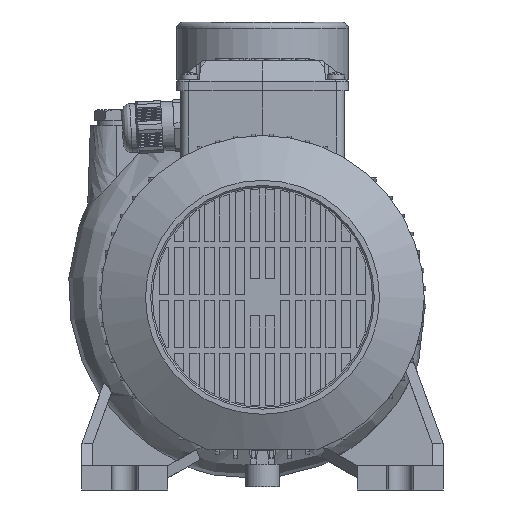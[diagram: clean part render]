
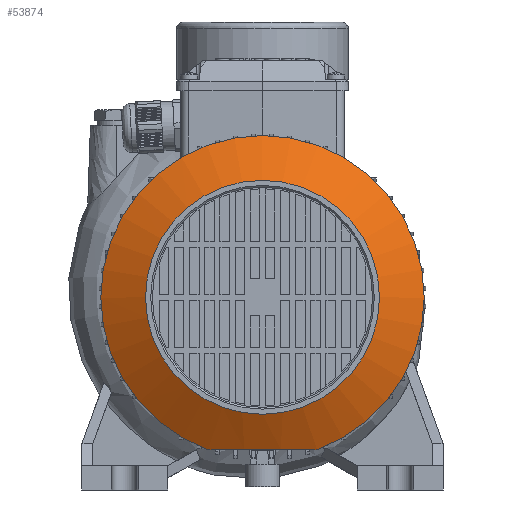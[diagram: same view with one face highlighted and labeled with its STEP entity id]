
A CAD part, left-side view. The second image highlights one B-rep face of the part: STEP entity #53874.
In plain terms, the highlighted free-form (B-spline) face has degree [2, 1] with [9, 2] control points.
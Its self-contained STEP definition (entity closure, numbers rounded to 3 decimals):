
#53734=CARTESIAN_POINT('',(-399.,0.,44.));
#53735=VERTEX_POINT('',#53734);
#53736=CARTESIAN_POINT('',(-399.,0.,180.));
#53737=VERTEX_POINT('',#53736);
#53738=CARTESIAN_POINT('',(-399.,0.,112.));
#53739=DIRECTION('',(1.0,0.,0.));
#53740=DIRECTION('',(0.,0.,1.0));
#53741=AXIS2_PLACEMENT_3D('',#53738,#53739,#53740);
#53742=CIRCLE('',#53741,68.);
#53743=EDGE_CURVE('',#53735,#53737,#53742,.T.);
#53745=CARTESIAN_POINT('',(-399.,0.,112.));
#53746=DIRECTION('',(1.0,0.,0.));
#53747=DIRECTION('',(0.,0.,1.0));
#53748=AXIS2_PLACEMENT_3D('',#53745,#53746,#53747);
#53749=CIRCLE('',#53748,68.);
#53750=EDGE_CURVE('',#53737,#53735,#53749,.T.);
#53804=CARTESIAN_POINT('',(-383.989,0.,206.));
#53805=CARTESIAN_POINT('',(-383.989,-94.,206.));
#53806=CARTESIAN_POINT('',(-383.989,-94.,112.));
#53807=CARTESIAN_POINT('',(-383.989,-94.,18.));
#53808=CARTESIAN_POINT('',(-383.989,0.,18.));
#53809=CARTESIAN_POINT('',(-383.989,94.,18.));
#53810=CARTESIAN_POINT('',(-383.989,94.,112.));
#53811=CARTESIAN_POINT('',(-383.989,94.,206.));
#53812=CARTESIAN_POINT('',(-383.989,0.,206.));
#53813=CARTESIAN_POINT('',(-399.,0.,180.));
#53814=CARTESIAN_POINT('',(-399.,-68.,180.));
#53815=CARTESIAN_POINT('',(-399.,-68.,112.));
#53816=CARTESIAN_POINT('',(-399.,-68.,44.));
#53817=CARTESIAN_POINT('',(-399.,0.,44.));
#53818=CARTESIAN_POINT('',(-399.,68.,44.));
#53819=CARTESIAN_POINT('',(-399.,68.,112.));
#53820=CARTESIAN_POINT('',(-399.,68.,180.));
#53821=CARTESIAN_POINT('',(-399.,0.,180.));
#53829=(BOUNDED_SURFACE()B_SPLINE_SURFACE(2,1,((#53804,#53813),(#53805,#53814),(#53806,#53815),(#53807,#53816),(#53808,#53817),(#53809,#53818),(#53810,#53819),(#53811,#53820),(#53812,#53821)),.UNSPECIFIED.,.T.,.F.,.U.)B_SPLINE_SURFACE_WITH_KNOTS((3,2,2,2,3),(2,2),(0.0,0.25,0.5,0.75,1.0),(0.0,30.022),.UNSPECIFIED.)GEOMETRIC_REPRESENTATION_ITEM()RATIONAL_B_SPLINE_SURFACE(((1.0,1.0),(0.707,0.707),(1.0,1.0),(0.707,0.707),(1.0,1.0),(0.707,0.707),(1.0,1.0),(0.707,0.707),(1.0,1.0)))REPRESENTATION_ITEM('')SURFACE());
#53830=CARTESIAN_POINT('',(-383.989,0.,206.));
#53831=VERTEX_POINT('',#53830);
#53832=CARTESIAN_POINT('',(-383.989,0.,206.));
#53833=DIRECTION('',(-0.5,0.,-0.866));
#53834=VECTOR('',#53833,30.022);
#53835=LINE('',#53832,#53834);
#53836=EDGE_CURVE('',#53831,#53737,#53835,.T.);
#53837=ORIENTED_EDGE('',*,*,#53836,.T.);
#53838=ORIENTED_EDGE('',*,*,#53750,.T.);
#53839=ORIENTED_EDGE('',*,*,#53743,.T.);
#53840=ORIENTED_EDGE('',*,*,#53836,.F.);
#53841=CARTESIAN_POINT('',(-383.989,31.682,23.5));
#53842=VERTEX_POINT('',#53841);
#53843=CARTESIAN_POINT('',(-383.989,0.,112.));
#53844=DIRECTION('',(1.0,0.,0.));
#53845=DIRECTION('',(0.,0.,1.0));
#53846=AXIS2_PLACEMENT_3D('',#53843,#53844,#53845);
#53847=CIRCLE('',#53846,94.0);
#53848=EDGE_CURVE('',#53842,#53831,#53847,.T.);
#53849=ORIENTED_EDGE('',*,*,#53848,.F.);
#53850=CARTESIAN_POINT('',(-383.989,-31.682,23.5));
#53851=VERTEX_POINT('',#53850);
#53852=CARTESIAN_POINT('',(-383.989,31.682,23.5));
#53853=CARTESIAN_POINT('',(-384.567,28.711,23.5));
#53854=CARTESIAN_POINT('',(-385.637,22.433,23.5));
#53855=CARTESIAN_POINT('',(-386.7,13.127,23.5));
#53856=CARTESIAN_POINT('',(-387.207,3.772,23.5));
#53857=CARTESIAN_POINT('',(-387.162,-5.432,23.5));
#53858=CARTESIAN_POINT('',(-386.561,-14.613,23.5));
#53859=CARTESIAN_POINT('',(-385.476,-23.417,23.5));
#53860=CARTESIAN_POINT('',(-384.505,-29.03,23.5));
#53861=CARTESIAN_POINT('',(-383.989,-31.682,23.5));
#53862=B_SPLINE_CURVE_WITH_KNOTS('',3,(#53852,#53853,#53854,#53855,#53856,#53857,#53858,#53859,#53860,#53861),.UNSPECIFIED.,.F.,.U.,(4,1,1,1,1,1,1,4),(0.0,9.083,19.098,28.087,37.176,46.698,55.674,63.781),.UNSPECIFIED.);
#53863=EDGE_CURVE('',#53842,#53851,#53862,.T.);
#53864=ORIENTED_EDGE('',*,*,#53863,.T.);
#53865=CARTESIAN_POINT('',(-383.989,0.,112.));
#53866=DIRECTION('',(1.0,0.,0.));
#53867=DIRECTION('',(0.,0.,1.0));
#53868=AXIS2_PLACEMENT_3D('',#53865,#53866,#53867);
#53869=CIRCLE('',#53868,94.0);
#53870=EDGE_CURVE('',#53831,#53851,#53869,.T.);
#53871=ORIENTED_EDGE('',*,*,#53870,.F.);
#53872=EDGE_LOOP('',(#53837,#53838,#53839,#53840,#53849,#53864,#53871));
#53873=FACE_OUTER_BOUND('',#53872,.T.);
#53874=ADVANCED_FACE('',(#53873),#53829,.F.);
